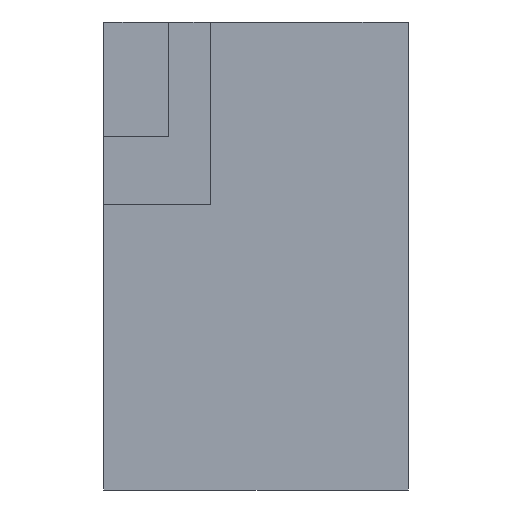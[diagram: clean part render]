
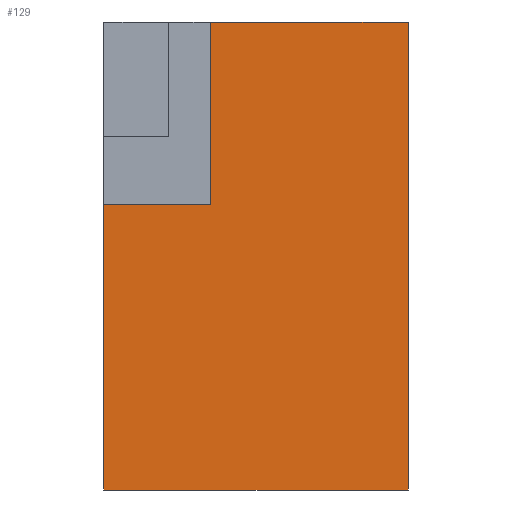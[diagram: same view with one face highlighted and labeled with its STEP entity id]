
A CAD part, front view. The second image highlights one B-rep face of the part: STEP entity #129.
In plain terms, the highlighted planar face has unit normal (0, -1, 0).
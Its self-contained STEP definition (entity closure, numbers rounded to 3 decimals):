
#129=ADVANCED_FACE('',(#3202),#3204,.F.);
#3202=FACE_BOUND('',#3203,.T.);
#3203=EDGE_LOOP('',(#8585,#8586,#8587,#8588,#8589,#8590));
#3204=PLANE('',#3205);
#3205=AXIS2_PLACEMENT_3D('',#3206,#3207,#3208);
#3206=CARTESIAN_POINT('',(-2.,-5.,6.15));
#3207=DIRECTION('',(0.,1.,0.));
#3208=DIRECTION('',(0.,-0.,1.));
#8585=ORIENTED_EDGE('',*,*,#10395,.F.);
#8586=ORIENTED_EDGE('',*,*,#10396,.F.);
#8587=ORIENTED_EDGE('',*,*,#10397,.T.);
#8588=ORIENTED_EDGE('',*,*,#10392,.T.);
#8589=ORIENTED_EDGE('',*,*,#10398,.T.);
#8590=ORIENTED_EDGE('',*,*,#10141,.F.);
#10141=EDGE_CURVE('',#11046,#11049,#11050,.T.);
#10392=EDGE_CURVE('',#11549,#11547,#11550,.T.);
#10395=EDGE_CURVE('',#11554,#11046,#11555,.T.);
#10396=EDGE_CURVE('',#11556,#11554,#11557,.T.);
#10397=EDGE_CURVE('',#11556,#11549,#11558,.T.);
#10398=EDGE_CURVE('',#11547,#11049,#11559,.T.);
#11046=VERTEX_POINT('',#12555);
#11049=VERTEX_POINT('',#12560);
#11050=LINE('',#12561,#12562);
#11547=VERTEX_POINT('',#16163);
#11549=VERTEX_POINT('',#16167);
#11550=LINE('',#16168,#16169);
#11554=VERTEX_POINT('',#16178);
#11555=LINE('',#16179,#16180);
#11556=VERTEX_POINT('',#16182);
#11557=LINE('',#16183,#16184);
#11558=LINE('',#16186,#16187);
#11559=LINE('',#16189,#16190);
#12555=CARTESIAN_POINT('',(2.,-5.,6.15));
#12560=CARTESIAN_POINT('',(2.,-5.,0.));
#12561=CARTESIAN_POINT('',(2.,-5.,6.15));
#12562=VECTOR('',#12563,1.);
#12563=DIRECTION('',(0.,0.,-1.));
#16163=CARTESIAN_POINT('',(-2.,-5.,0.));
#16167=CARTESIAN_POINT('',(-2.,-5.,3.75));
#16168=CARTESIAN_POINT('',(-2.,-5.,3.75));
#16169=VECTOR('',#16170,1.);
#16170=DIRECTION('',(0.,0.,-1.));
#16178=CARTESIAN_POINT('',(-0.6,-5.,6.15));
#16179=CARTESIAN_POINT('',(-0.6,-5.,6.15));
#16180=VECTOR('',#16181,1.);
#16181=DIRECTION('',(1.,0.,0.));
#16182=CARTESIAN_POINT('',(-0.6,-5.,3.75));
#16183=CARTESIAN_POINT('',(-0.6,-5.,3.75));
#16184=VECTOR('',#16185,1.);
#16185=DIRECTION('',(0.,0.,1.));
#16186=CARTESIAN_POINT('',(-0.6,-5.,3.75));
#16187=VECTOR('',#16188,1.);
#16188=DIRECTION('',(-1.,0.,0.));
#16189=CARTESIAN_POINT('',(-2.,-5.,0.));
#16190=VECTOR('',#16191,1.);
#16191=DIRECTION('',(1.,0.,0.));
